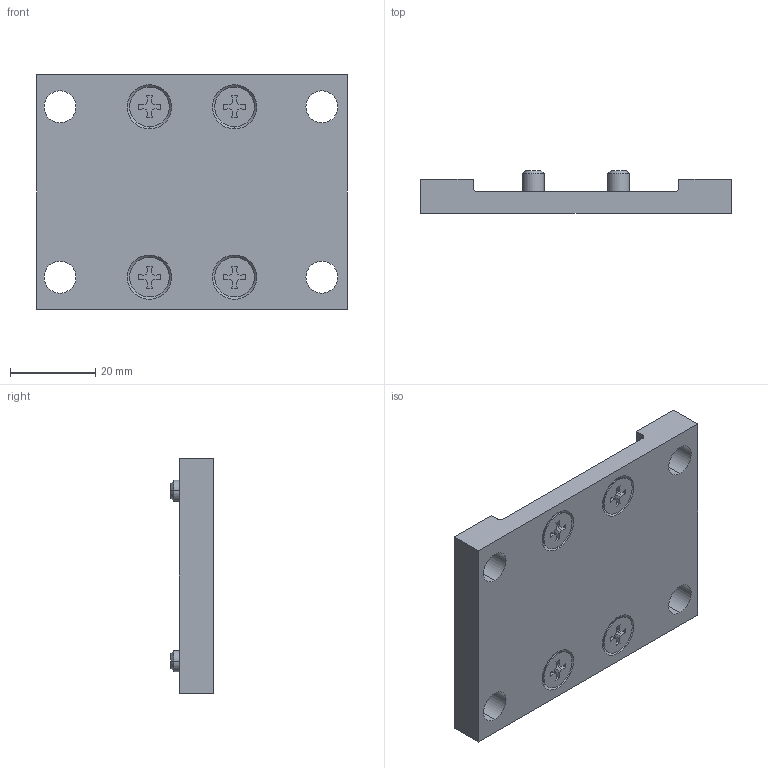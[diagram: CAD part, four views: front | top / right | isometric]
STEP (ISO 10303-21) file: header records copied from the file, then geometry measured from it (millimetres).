
FILE_DESCRIPTION (( 'STEP AP203' ), '1' );
FILE_NAME ('LCMB-32M.step', '2019-12-17T13:55:20', ( '' ), ( '' ), 'SwSTEP 2.0', 'SolidWorks 2019', '' );
FILE_SCHEMA (( 'CONFIG_CONTROL_DESIGN' ));
Length unit declared in the file: inch
Products named in the file (1): LCMB-32M
Bounding box: 73 x 10 x 55 mm (x, y, z)
Volume: 22943.7 mm3; surface area: 11796.1 mm2
Topology: 5 solids, 5 shells, 184 faces, 454 edges, 284 vertices
Faces by surface type: plane 102, cylinder 42, cone 32, bspline 8
Entity records: 5557 total; most frequent: CARTESIAN_POINT 1043, DIRECTION 924, ORIENTED_EDGE 908, EDGE_CURVE 454, LINE 338, VECTOR 338, AXIS2_PLACEMENT_3D 293, VERTEX_POINT 284
